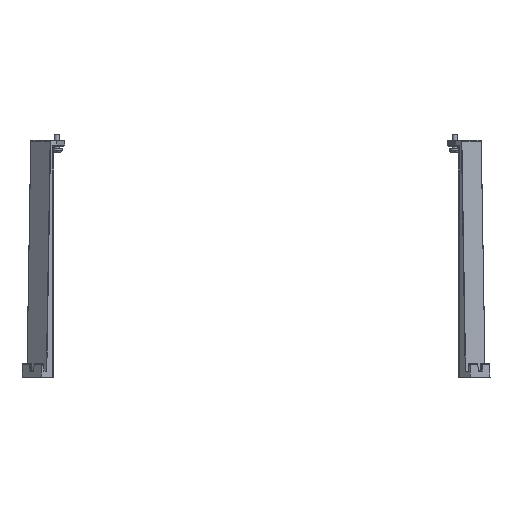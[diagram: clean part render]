
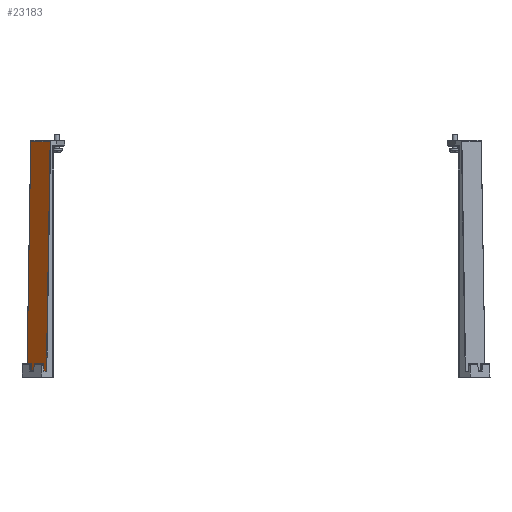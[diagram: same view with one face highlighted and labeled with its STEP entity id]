
A CAD part, front view. The second image highlights one B-rep face of the part: STEP entity #23183.
In plain terms, the highlighted planar face has unit normal (-0.707, -0.707, 0.023).
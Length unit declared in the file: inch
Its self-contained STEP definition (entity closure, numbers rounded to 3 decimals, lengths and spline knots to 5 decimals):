
#1624 = CARTESIAN_POINT ( 'NONE',  ( -7.36881, -10.06227, -0.58961 ) ) ;
#1753 = ORIENTED_EDGE ( 'NONE', *, *, #7205, .T. ) ;
#7205 = EDGE_CURVE ( 'NONE', #57977, #98249, #85698, .T. ) ;
#8340 = VECTOR ( 'NONE', #40018, 39.37008 ) ;
#8814 = DIRECTION ( 'NONE',  ( -0.707, -0.707, 0.023 ) ) ;
#9045 = VECTOR ( 'NONE', #84430, 39.37008 ) ;
#18052 = VERTEX_POINT ( 'NONE', #68119 ) ;
#19689 = LINE ( 'NONE', #52045, #9045 ) ;
#23183 = ADVANCED_FACE ( 'NONE', ( #62478 ), #48071, .T. ) ;
#23450 = EDGE_CURVE ( 'NONE', #18052, #57977, #19689, .T. ) ;
#23545 = EDGE_CURVE ( 'NONE', #98249, #97096, #38605, .T. ) ;
#25538 = ORIENTED_EDGE ( 'NONE', *, *, #85389, .T. ) ;
#30899 = CARTESIAN_POINT ( 'NONE',  ( -7.36785, -10.06131, -0.531 ) ) ;
#31252 = CARTESIAN_POINT ( 'NONE',  ( -7.50353, -10.1971, -8.799 ) ) ;
#32741 = VECTOR ( 'NONE', #47690, 39.37008 ) ;
#33597 = CARTESIAN_POINT ( 'NONE',  ( -8.06111, -9.36864, -0.531 ) ) ;
#38605 = LINE ( 'NONE', #40201, #32741 ) ;
#40018 = DIRECTION ( 'NONE',  ( -0.016, -0.016, -1. ) ) ;
#40201 = CARTESIAN_POINT ( 'NONE',  ( -7.71544, -9.71594, -0.58961 ) ) ;
#47690 = DIRECTION ( 'NONE',  ( -0.707, 0.707, 0. ) ) ;
#48071 = PLANE ( 'NONE',  #100561 ) ;
#52045 = CARTESIAN_POINT ( 'NONE',  ( -7.85016, -9.85077, -8.799 ) ) ;
#54061 = EDGE_LOOP ( 'NONE', ( #93064, #25538, #78094, #1753 ) ) ;
#57977 = VERTEX_POINT ( 'NONE', #31252 ) ;
#62478 = FACE_OUTER_BOUND ( 'NONE', #54061, .T. ) ;
#68119 = CARTESIAN_POINT ( 'NONE',  ( -8.19678, -9.50443, -8.799 ) ) ;
#78094 = ORIENTED_EDGE ( 'NONE', *, *, #23450, .T. ) ;
#82193 = CARTESIAN_POINT ( 'NONE',  ( -8.06207, -9.3696, -0.58961 ) ) ;
#84430 = DIRECTION ( 'NONE',  ( 0.707, -0.707, 0. ) ) ;
#85389 = EDGE_CURVE ( 'NONE', #97096, #18052, #96914, .T. ) ;
#85698 = LINE ( 'NONE', #30899, #100272 ) ;
#93064 = ORIENTED_EDGE ( 'NONE', *, *, #23545, .T. ) ;
#96914 = LINE ( 'NONE', #33597, #8340 ) ;
#97096 = VERTEX_POINT ( 'NONE', #82193 ) ;
#97490 = CARTESIAN_POINT ( 'NONE',  ( -7.71448, -9.71498, -0.531 ) ) ;
#98249 = VERTEX_POINT ( 'NONE', #1624 ) ;
#98548 = DIRECTION ( 'NONE',  ( 0.016, 0.016, 1. ) ) ;
#100272 = VECTOR ( 'NONE', #102728, 39.37008 ) ;
#100561 = AXIS2_PLACEMENT_3D ( 'NONE', #97490, #8814, #98548 ) ;
#102728 = DIRECTION ( 'NONE',  ( 0.016, 0.016, 1. ) ) ;
